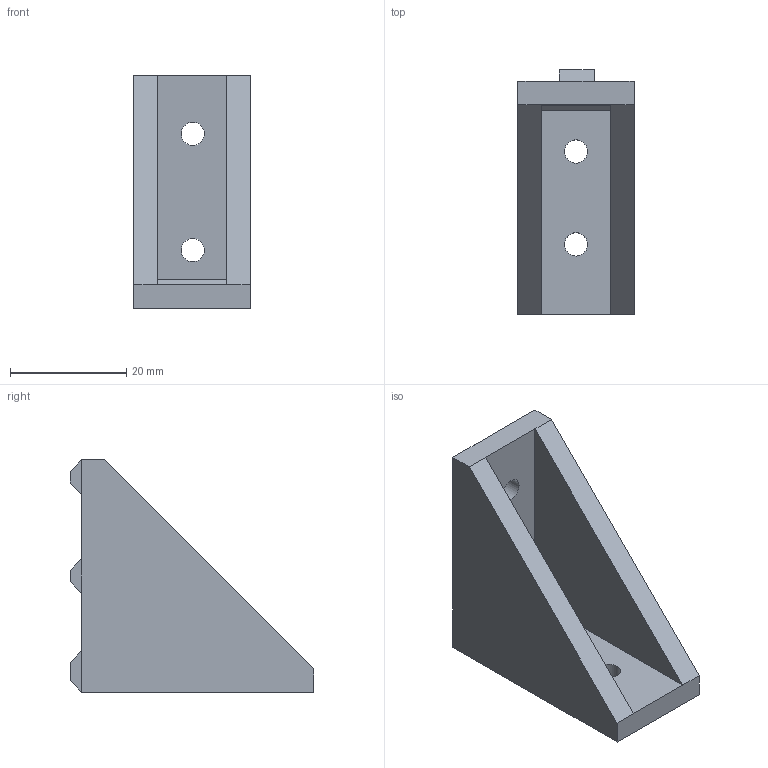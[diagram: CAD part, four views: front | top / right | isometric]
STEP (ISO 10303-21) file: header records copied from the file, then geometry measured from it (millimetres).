
FILE_DESCRIPTION(('STEP AP203'), '1');
FILE_NAME('赶鎀鍧 (11)', '', ('UNSPECIFIED'), ('UNSPECIFIED'), 'C3D Converter', 'C3D Toolkit', '');
FILE_SCHEMA(('CONFIG_CONTROL_DESIGN'));
Length unit declared in the file: millimetre
Bounding box: 20 x 42 x 40 mm (x, y, z)
Volume: 11226.5 mm3; surface area: 6406.1 mm2
Topology: 1 solids, 1 shells, 32 faces, 79 edges, 50 vertices
Faces by surface type: plane 28, cylinder 4
Full cylindrical faces by diameter (mm): 4 x4
Entity records: 1214 total; most frequent: CARTESIAN_POINT 158, ORIENTED_EDGE 150, DIRECTION 149, EDGE_CURVE 75, LINE 67, VECTOR 67, VERTEX_POINT 50, EDGE_LOOP 45
